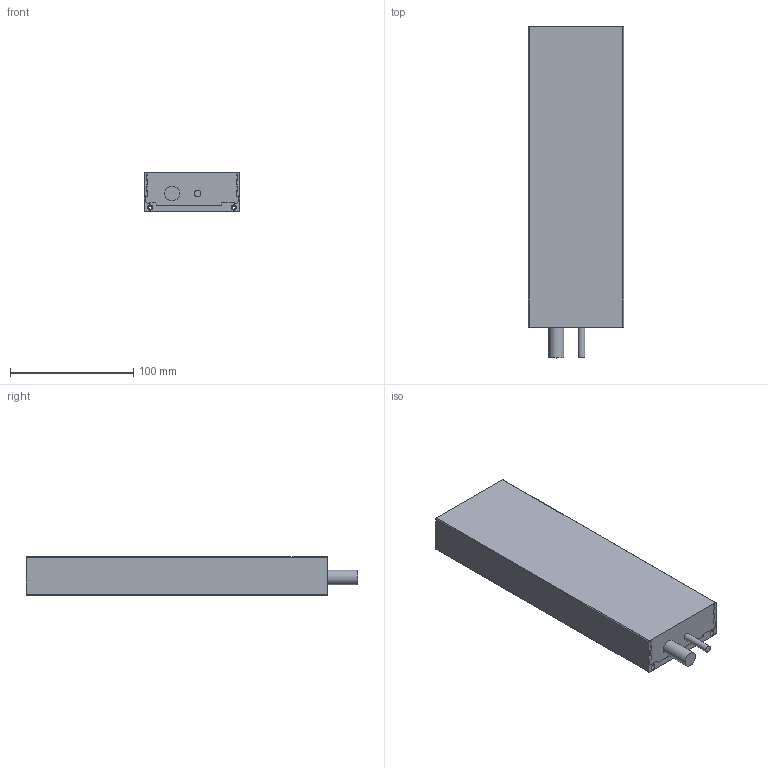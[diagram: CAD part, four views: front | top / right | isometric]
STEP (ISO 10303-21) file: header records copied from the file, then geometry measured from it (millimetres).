
FILE_DESCRIPTION( ( 'STEP AP214' ), '1' );
FILE_NAME( 'Coilunit_TL12_20110830.stp', '2011-08-30T08:43:43', ( ' ' ), ( ' ' ), 'XStep 1.0', ' ', ' ' );
FILE_SCHEMA( ( 'CONFIG_CONTROL_DESIGN) ( )' ) );
Length unit declared in the file: metre
Products named in the file (1): 1
Bounding box: 77 x 268.9 x 31.43 mm (x, y, z)
Volume: 586994.6 mm3; surface area: 68838.8 mm2
Topology: 1 solids, 1 shells, 243 faces, 660 edges, 442 vertices
Faces by surface type: plane 171, cylinder 72
Full cylindrical faces by diameter (mm): 2.5 x3, 4.134 x8, 4.2 x2, 5 x1, 5.311 x1, 12 x1
Entity records: 7497 total; most frequent: CARTESIAN_POINT 1308, DIRECTION 1272, ORIENTED_EDGE 1264, EDGE_CURVE 632, LINE 480, VECTOR 480, VERTEX_POINT 432, AXIS2_PLACEMENT_3D 396
